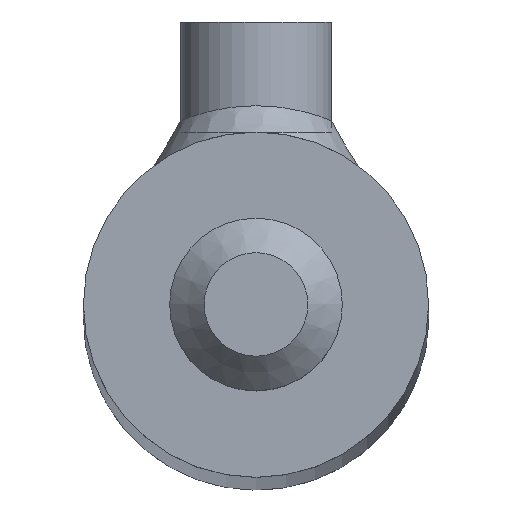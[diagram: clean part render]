
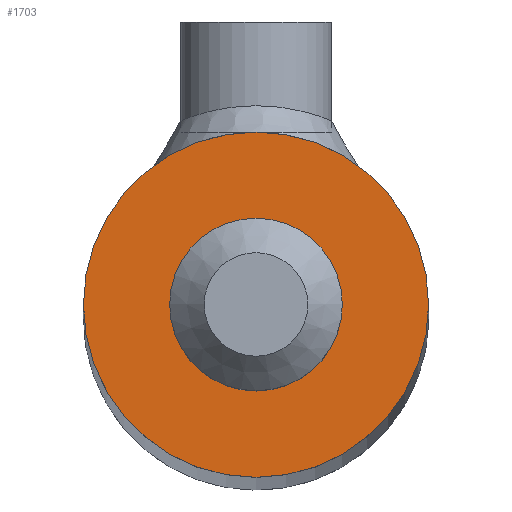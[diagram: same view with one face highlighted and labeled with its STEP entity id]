
A CAD part, top view. The second image highlights one B-rep face of the part: STEP entity #1703.
In plain terms, the highlighted face is planar.
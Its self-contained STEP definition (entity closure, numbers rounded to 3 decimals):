
#196=FACE_BOUND('',#478,.T.);
#236=PLANE('',#2061);
#341=FACE_OUTER_BOUND('',#477,.T.);
#477=EDGE_LOOP('',(#1560));
#478=EDGE_LOOP('',(#1561));
#735=CIRCLE('',#2023,12.5);
#755=CIRCLE('',#2059,25.);
#881=VERTEX_POINT('',#4241);
#901=VERTEX_POINT('',#4307);
#1092=EDGE_CURVE('',#881,#881,#735,.T.);
#1122=EDGE_CURVE('',#901,#901,#755,.T.);
#1560=ORIENTED_EDGE('',*,*,#1122,.F.);
#1561=ORIENTED_EDGE('',*,*,#1092,.T.);
#1703=ADVANCED_FACE('',(#341,#196),#236,.F.);
#2023=AXIS2_PLACEMENT_3D('',#4243,#2470,#2471);
#2059=AXIS2_PLACEMENT_3D('',#4309,#2552,#2553);
#2061=AXIS2_PLACEMENT_3D('',#4311,#2556,#2557);
#2470=DIRECTION('center_axis',(1.,0.,0.));
#2471=DIRECTION('ref_axis',(0.,0.,-1.));
#2552=DIRECTION('center_axis',(1.,0.,0.));
#2553=DIRECTION('ref_axis',(0.,1.,0.));
#2556=DIRECTION('center_axis',(1.,0.,0.));
#2557=DIRECTION('ref_axis',(0.,0.,-1.));
#4241=CARTESIAN_POINT('',(0.,0.,12.5));
#4243=CARTESIAN_POINT('Origin',(0.,0.,0.));
#4307=CARTESIAN_POINT('',(0.,-25.,0.));
#4309=CARTESIAN_POINT('Origin',(0.,0.,0.));
#4311=CARTESIAN_POINT('Origin',(0.,0.,0.));
